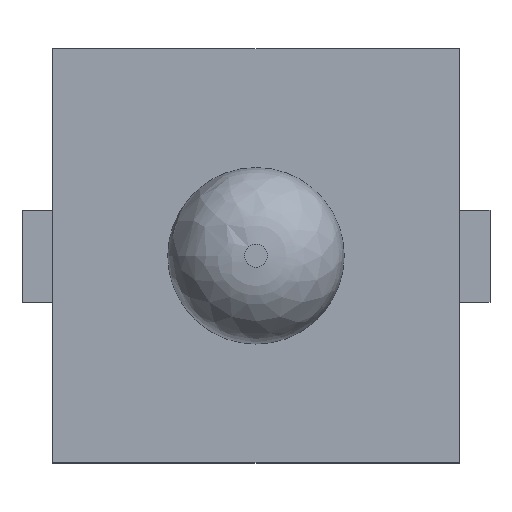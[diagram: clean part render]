
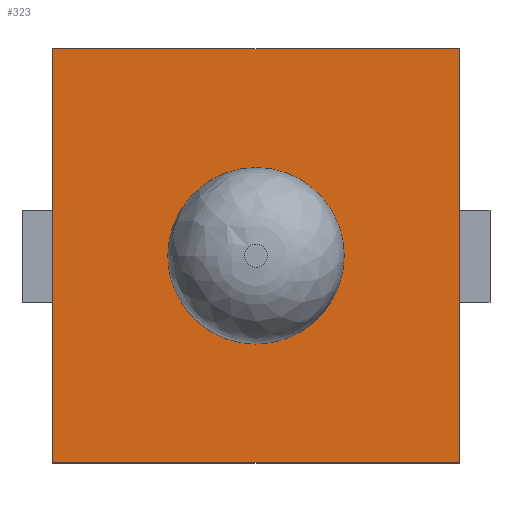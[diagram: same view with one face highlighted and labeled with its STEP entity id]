
A CAD part, top view. The second image highlights one B-rep face of the part: STEP entity #323.
In plain terms, the highlighted planar face has unit normal (0, 0, 1).
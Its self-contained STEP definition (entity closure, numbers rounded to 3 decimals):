
#35=FACE_OUTER_BOUND('',#57,.T.);
#57=EDGE_LOOP('',(#233,#234,#235,#236));
#77=LINE('',#487,#114);
#80=LINE('',#493,#117);
#83=LINE('',#499,#120);
#86=LINE('',#503,#123);
#114=VECTOR('',#393,10.);
#117=VECTOR('',#398,10.);
#120=VECTOR('',#403,10.);
#123=VECTOR('',#408,10.);
#151=VERTEX_POINT('',#484);
#152=VERTEX_POINT('',#486);
#154=VERTEX_POINT('',#492);
#156=VERTEX_POINT('',#498);
#178=EDGE_CURVE('',#152,#151,#77,.T.);
#181=EDGE_CURVE('',#154,#152,#80,.T.);
#184=EDGE_CURVE('',#156,#154,#83,.T.);
#187=EDGE_CURVE('',#151,#156,#86,.T.);
#233=ORIENTED_EDGE('',*,*,#187,.T.);
#234=ORIENTED_EDGE('',*,*,#184,.T.);
#235=ORIENTED_EDGE('',*,*,#181,.T.);
#236=ORIENTED_EDGE('',*,*,#178,.T.);
#303=PLANE('',#363);
#323=ADVANCED_FACE('',(#35),#303,.T.);
#363=AXIS2_PLACEMENT_3D('',#504,#409,#410);
#393=DIRECTION('',(0.,-1.,0.));
#398=DIRECTION('',(-1.,0.,0.));
#403=DIRECTION('',(0.,1.,0.));
#408=DIRECTION('',(1.,0.,0.));
#409=DIRECTION('center_axis',(0.,0.,1.));
#410=DIRECTION('ref_axis',(1.,0.,0.));
#484=CARTESIAN_POINT('',(-2.65,-2.7,2.8));
#486=CARTESIAN_POINT('',(-2.65,2.7,2.8));
#487=CARTESIAN_POINT('',(-2.65,-2.7,2.8));
#492=CARTESIAN_POINT('',(2.65,2.7,2.8));
#493=CARTESIAN_POINT('',(-2.65,2.7,2.8));
#498=CARTESIAN_POINT('',(2.65,-2.7,2.8));
#499=CARTESIAN_POINT('',(2.65,2.7,2.8));
#503=CARTESIAN_POINT('',(2.65,-2.7,2.8));
#504=CARTESIAN_POINT('Origin',(0.,0.,2.8));
